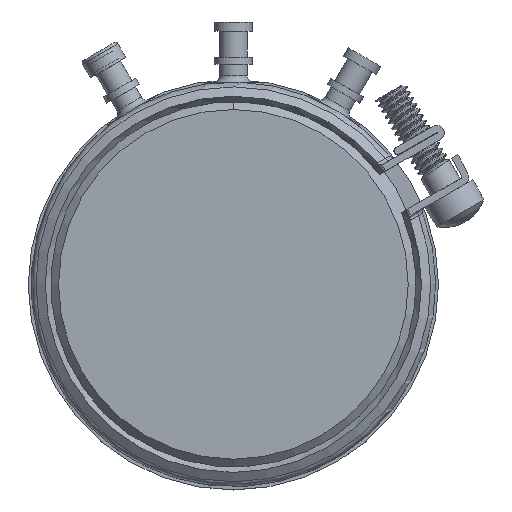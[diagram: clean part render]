
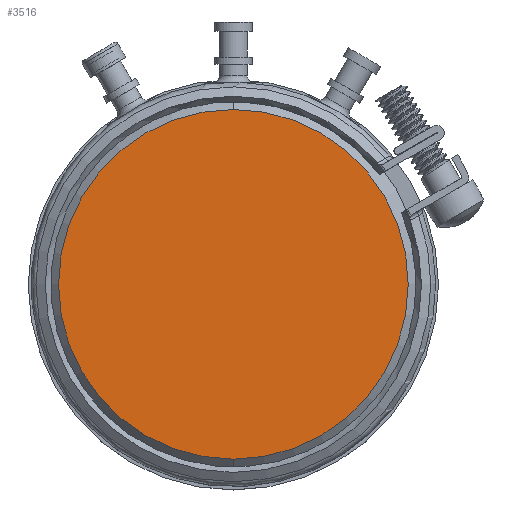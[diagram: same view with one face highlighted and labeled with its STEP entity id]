
A CAD part, top view. The second image highlights one B-rep face of the part: STEP entity #3516.
In plain terms, the highlighted planar face has unit normal (0, 0, 1).
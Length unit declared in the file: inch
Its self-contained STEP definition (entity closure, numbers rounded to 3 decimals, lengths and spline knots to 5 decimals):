
#1059=CARTESIAN_POINT('',(0.,0.,0.068));
#1060=DIRECTION('',(0.,0.,-1.));
#1061=DIRECTION('',(0.,1.,0.));
#1062=AXIS2_PLACEMENT_3D('',#1059,#1060,#1061);
#1064=CARTESIAN_POINT('',(0.,0.,0.068));
#1065=DIRECTION('',(0.,0.,-1.));
#1066=DIRECTION('',(0.,-1.,0.));
#1067=AXIS2_PLACEMENT_3D('',#1064,#1065,#1066);
#2383=CARTESIAN_POINT('',(0.,0.373,0.068));
#2384=CARTESIAN_POINT('',(0.,-0.373,0.068));
#2385=VERTEX_POINT('',#2383);
#2386=VERTEX_POINT('',#2384);
#3506=CARTESIAN_POINT('',(0.,0.,0.068));
#3507=DIRECTION('',(0.,0.,-1.));
#3508=DIRECTION('',(0.,-1.,0.));
#3509=AXIS2_PLACEMENT_3D('',#3506,#3507,#3508);
#3510=PLANE('',#3509);
#3512=ORIENTED_EDGE('',*,*,#3511,.T.);
#3513=ORIENTED_EDGE('',*,*,#3496,.T.);
#3514=EDGE_LOOP('',(#3512,#3513));
#3515=FACE_OUTER_BOUND('',#3514,.F.);
#3516=ADVANCED_FACE('',(#3515),#3510,.F.);
#1063=CIRCLE('',#1062,0.373);
#1068=CIRCLE('',#1067,0.373);
#3496=EDGE_CURVE('',#2386,#2385,#1068,.T.);
#3511=EDGE_CURVE('',#2385,#2386,#1063,.T.);
